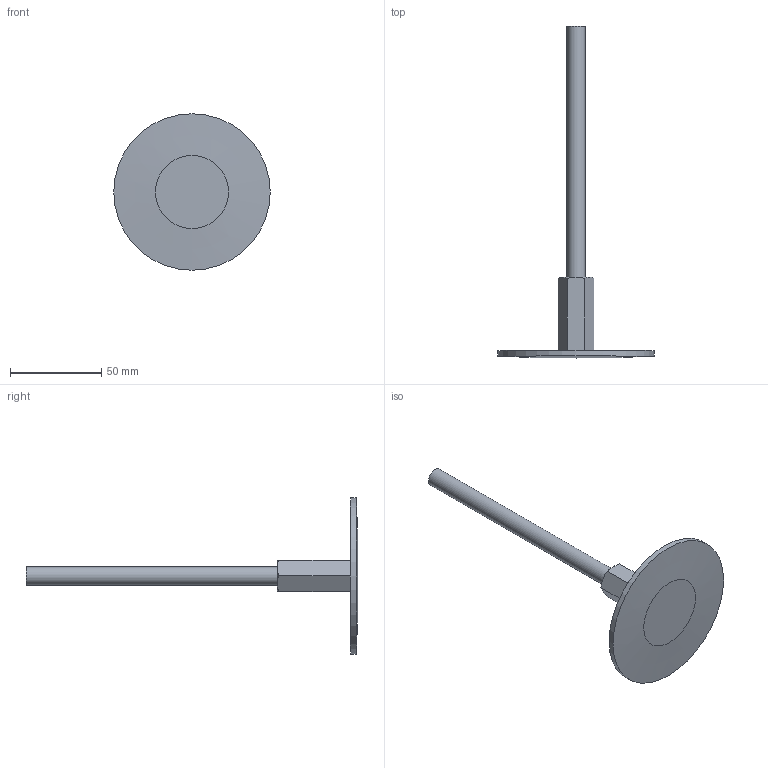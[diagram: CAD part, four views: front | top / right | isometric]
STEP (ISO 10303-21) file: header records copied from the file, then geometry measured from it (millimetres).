
FILE_DESCRIPTION (( 'STEP AP214' ), '1' );
FILE_NAME ('542022.stp', '2022-04-28T12:08:17', ( '' ), ( '' ), 'SwSTEP 2.0', 'SolidWorks 2020', '' );
FILE_SCHEMA (( 'AUTOMOTIVE_DESIGN' ));
Length unit declared in the file: millimetre
Products named in the file (5): 022230; 097341; 097340; 109186; 542022
Assembly tree (4 placements, depth 2):
  542022
    022230
    097340
    097341
    109186
Bounding box: 85.6 x 181.65 x 85.6 mm (x, y, z)
Volume: 36269.7 mm3; surface area: 31578.4 mm2
Topology: 4 solids, 4 shells, 39 faces, 77 edges, 48 vertices
Faces by surface type: plane 22, cone 10, cylinder 7
Full cylindrical faces by diameter (mm): 8.5 x1, 10 x1, 10.2 x1, 12 x1, 14.2 x1, 79 x1, 85.6 x1
Entity records: 1609 total; most frequent: CARTESIAN_POINT 226, DIRECTION 168, ORIENTED_EDGE 130, AXIS2_PLACEMENT_3D 69, EDGE_CURVE 65, EDGE_LOOP 56, UNCERTAINTY_MEASURE_WITH_UNIT 52, MECHANICAL_DESIGN_GEOMETRIC_PRESENTATION_REPRESENTATION 47
